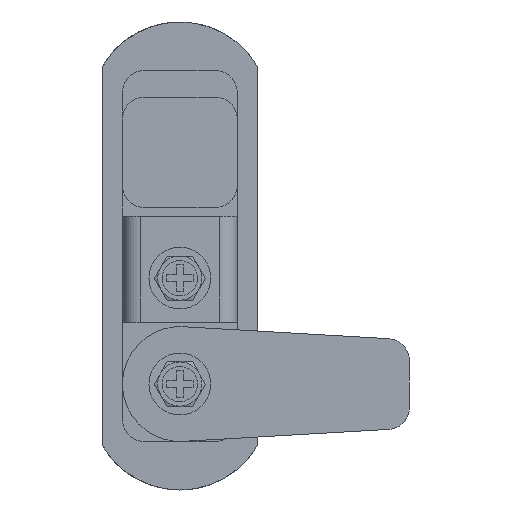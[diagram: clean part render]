
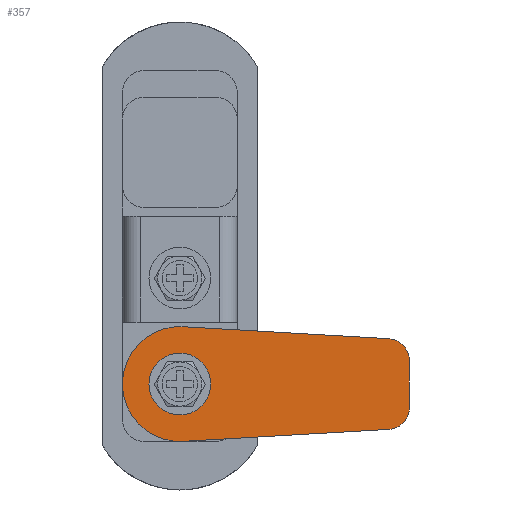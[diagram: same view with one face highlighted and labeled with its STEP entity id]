
A CAD part, front view. The second image highlights one B-rep face of the part: STEP entity #357.
In plain terms, the highlighted planar face has unit normal (0, -1, 0).
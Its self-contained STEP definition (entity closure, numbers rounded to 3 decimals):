
#357 = ADVANCED_FACE( '', ( #777, #778 ), #779, .F. );
#777 = FACE_BOUND( '', #1250, .T. );
#778 = FACE_OUTER_BOUND( '', #1251, .T. );
#779 = PLANE( '', #1252 );
#1250 = EDGE_LOOP( '', ( #2246 ) );
#1251 = EDGE_LOOP( '', ( #2247, #2248, #2249, #2250, #2251, #2252 ) );
#1252 = AXIS2_PLACEMENT_3D( '', #2253, #2254, #2255 );
#2246 = ORIENTED_EDGE( '', *, *, #2869, .F. );
#2247 = ORIENTED_EDGE( '', *, *, #3132, .F. );
#2248 = ORIENTED_EDGE( '', *, *, #3133, .F. );
#2249 = ORIENTED_EDGE( '', *, *, #2734, .F. );
#2250 = ORIENTED_EDGE( '', *, *, #3134, .F. );
#2251 = ORIENTED_EDGE( '', *, *, #3135, .F. );
#2252 = ORIENTED_EDGE( '', *, *, #3071, .F. );
#2253 = CARTESIAN_POINT( '', ( 0., -28.5, 0. ) );
#2254 = DIRECTION( '', ( 0., 1., 0. ) );
#2255 = DIRECTION( '', ( 0., 0., 1. ) );
#2734 = EDGE_CURVE( '', #3246, #3248, #3249, .T. );
#2869 = EDGE_CURVE( '', #3481, #3481, #3482, .F. );
#3071 = EDGE_CURVE( '', #3783, #3785, #3786, .T. );
#3132 = EDGE_CURVE( '', #3863, #3783, #3864, .T. );
#3133 = EDGE_CURVE( '', #3248, #3863, #3865, .T. );
#3134 = EDGE_CURVE( '', #3866, #3246, #3867, .T. );
#3135 = EDGE_CURVE( '', #3785, #3866, #3868, .T. );
#3246 = VERTEX_POINT( '', #3986 );
#3248 = VERTEX_POINT( '', #3989 );
#3249 = LINE( '', #3990, #3991 );
#3481 = VERTEX_POINT( '', #4331 );
#3482 = CIRCLE( '', #4332, 7. );
#3783 = VERTEX_POINT( '', #4803 );
#3785 = VERTEX_POINT( '', #4806 );
#3786 = CIRCLE( '', #4807, 13. );
#3863 = VERTEX_POINT( '', #4927 );
#3864 = LINE( '', #4928, #4929 );
#3865 = CIRCLE( '', #4930, 5. );
#3866 = VERTEX_POINT( '', #4931 );
#3867 = CIRCLE( '', #4932, 5. );
#3868 = LINE( '', #4933, #4934 );
#3986 = CARTESIAN_POINT( '', ( 52., -28.5, 5.282 ) );
#3989 = CARTESIAN_POINT( '', ( 52., -28.5, -5.282 ) );
#3990 = CARTESIAN_POINT( '', ( 52., -28.5, 5.282 ) );
#3991 = VECTOR( '', #5100, 1000. );
#4331 = CARTESIAN_POINT( '', ( 0., -28.5, 7. ) );
#4332 = AXIS2_PLACEMENT_3D( '', #5266, #5267, #5268 );
#4803 = CARTESIAN_POINT( '', ( 0.754, -28.5, -12.978 ) );
#4806 = CARTESIAN_POINT( '', ( 0.754, -28.5, 12.978 ) );
#4807 = AXIS2_PLACEMENT_3D( '', #5470, #5471, #5472 );
#4927 = CARTESIAN_POINT( '', ( 47.29, -28.5, -10.274 ) );
#4928 = CARTESIAN_POINT( '', ( 47.29, -28.5, -10.274 ) );
#4929 = VECTOR( '', #5526, 1000. );
#4930 = AXIS2_PLACEMENT_3D( '', #5527, #5528, #5529 );
#4931 = CARTESIAN_POINT( '', ( 47.29, -28.5, 10.274 ) );
#4932 = AXIS2_PLACEMENT_3D( '', #5530, #5531, #5532 );
#4933 = CARTESIAN_POINT( '', ( 0.754, -28.5, 12.978 ) );
#4934 = VECTOR( '', #5533, 1000. );
#5100 = DIRECTION( '', ( 0., 0., -1. ) );
#5266 = CARTESIAN_POINT( '', ( 0., -28.5, 0. ) );
#5267 = DIRECTION( '', ( 0., 1., 0. ) );
#5268 = DIRECTION( '', ( 0., 0., 1. ) );
#5470 = CARTESIAN_POINT( '', ( 0., -28.5, 0. ) );
#5471 = DIRECTION( '', ( 0., 1., 0. ) );
#5472 = DIRECTION( '', ( 1., 0., 0. ) );
#5526 = DIRECTION( '', ( -0.998, 0., -0.058 ) );
#5527 = CARTESIAN_POINT( '', ( 47., -28.5, -5.282 ) );
#5528 = DIRECTION( '', ( 0., 1., 0. ) );
#5529 = DIRECTION( '', ( 1., 0., 0. ) );
#5530 = CARTESIAN_POINT( '', ( 47., -28.5, 5.282 ) );
#5531 = DIRECTION( '', ( 0., 1., 0. ) );
#5532 = DIRECTION( '', ( 1., 0., 0. ) );
#5533 = DIRECTION( '', ( 0.998, 0., -0.058 ) );
